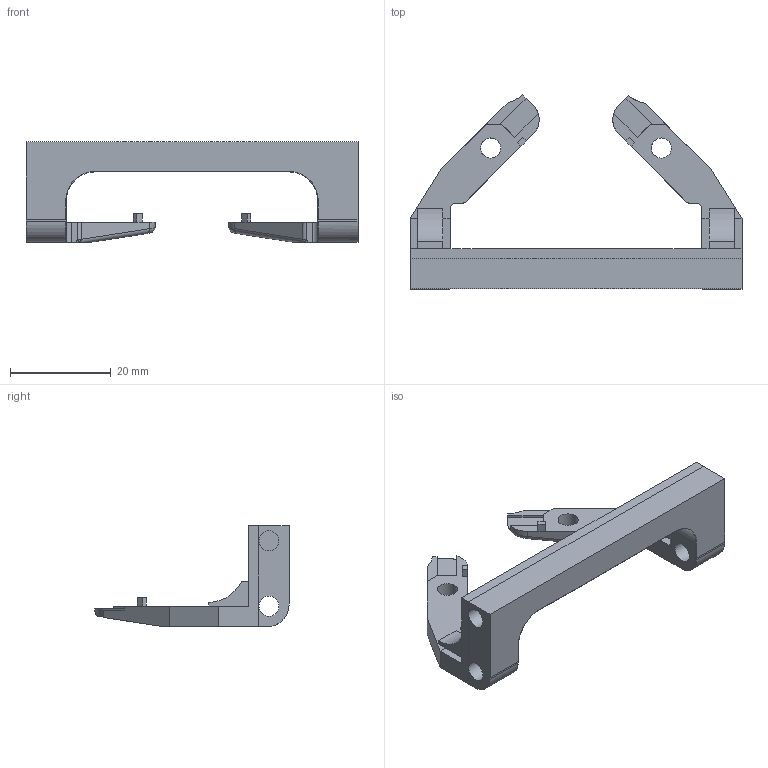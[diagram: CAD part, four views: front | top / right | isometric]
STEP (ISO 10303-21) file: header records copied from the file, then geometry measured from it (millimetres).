
FILE_DESCRIPTION(('FreeCAD Model'),'2;1');
FILE_NAME('Open CASCADE Shape Model','2022-02-28T12:44:43',('Author'),( ''),'Open CASCADE STEP processor 7.5','FreeCAD','Unknown');
FILE_SCHEMA(('AUTOMOTIVE_DESIGN { 1 0 10303 214 1 1 1 1 }'));
Length unit declared in the file: millimetre
Products named in the file (1): holder
Bounding box: 66 x 38.58 x 20 mm (x, y, z)
Volume: 6516.3 mm3; surface area: 4790.7 mm2
Topology: 1 solids, 1 shells, 121 faces, 325 edges, 204 vertices
Faces by surface type: plane 77, cylinder 32, torus 6, bspline 6
Full cylindrical faces by diameter (mm): 4 x6
Entity records: 8855 total; most frequent: CARTESIAN_POINT 2379, DIRECTION 1193, LINE 799, VECTOR 799, ORIENTED_EDGE 650, PCURVE 650, DEFINITIONAL_REPRESENTATION 650, EDGE_CURVE 325
